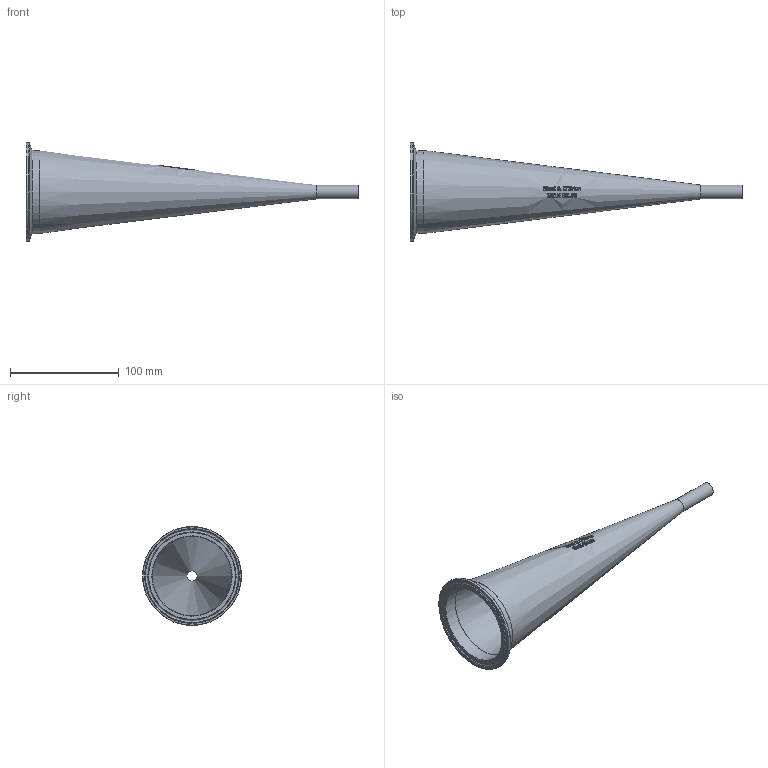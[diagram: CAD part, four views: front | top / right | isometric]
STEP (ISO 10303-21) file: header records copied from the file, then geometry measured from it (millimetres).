
FILE_DESCRIPTION(/* description */ (''),/* implementation_level */ '2;1');
FILE_NAME(/* name */ 'S31K-3X.50.stp',/* time_stamp */ '2018-12-03T10:25:33-05:00',/* author */ ('rick'),/* organization */ (''),/* preprocessor_version */ 'ST-DEVELOPER v15.2',/* originating_system */ 'Autodesk Inventor 2014',/* authorisation */ '');
FILE_SCHEMA (('AUTOMOTIVE_DESIGN { 1 0 10303 214 3 1 1 }'));
Length unit declared in the file: inch
Products named in the file (1): S31K-3X.50
Bounding box: 304.8 x 90.91 x 90.91 mm (x, y, z)
Volume: 70573.4 mm3; surface area: 81749.9 mm2
Topology: 1 solids, 1 shells, 405 faces, 1089 edges, 722 vertices
Faces by surface type: bspline 199, plane 154, cone 38, torus 9, cylinder 5
Full cylindrical faces by diameter (mm): 9.398 x1, 12.7 x1, 72.898 x1, 76.2 x1, 90.907 x1
Entity records: 16140 total; most frequent: CARTESIAN_POINT 7215, ORIENTED_EDGE 2136, DIRECTION 1260, EDGE_CURVE 1068, VERTEX_POINT 720, LINE 478, VECTOR 478, EDGE_LOOP 462
